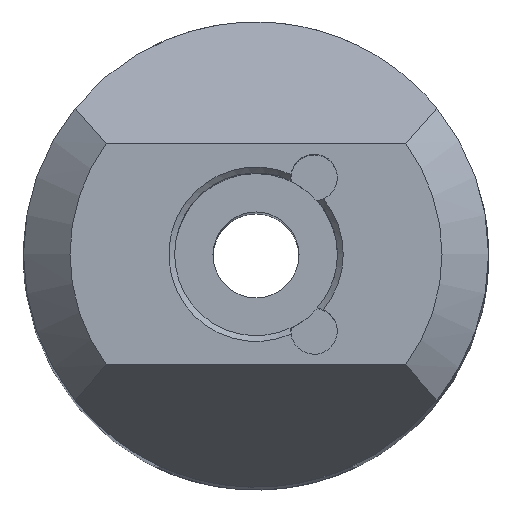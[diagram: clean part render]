
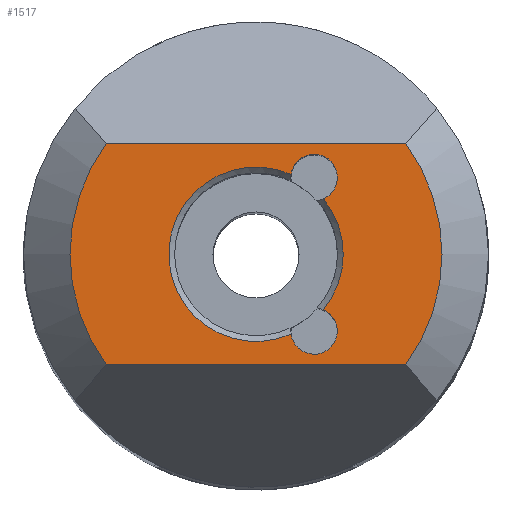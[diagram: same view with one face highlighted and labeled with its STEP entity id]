
A CAD part, top view. The second image highlights one B-rep face of the part: STEP entity #1517.
In plain terms, the highlighted planar face has unit normal (0, 0, 1).
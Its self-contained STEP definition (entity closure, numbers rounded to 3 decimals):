
#132 = EDGE_CURVE ( 'NONE', #318, #410, #550, .T. ) ;
#165 = CARTESIAN_POINT ( 'NONE',  ( 2.5, 3.3, 90. ) ) ;
#166 = FACE_BOUND ( 'NONE', #782, .T. ) ;
#176 = DIRECTION ( 'NONE',  ( 1., 0., 0. ) ) ;
#279 = CARTESIAN_POINT ( 'NONE',  ( 1.509, 3.433, 90. ) ) ;
#295 = DIRECTION ( 'NONE',  ( 1., 0., 0. ) ) ;
#318 = VERTEX_POINT ( 'NONE', #1442 ) ;
#331 = CARTESIAN_POINT ( 'NONE',  ( 0., 0., 90. ) ) ;
#347 = CARTESIAN_POINT ( 'NONE',  ( -10.1, 4.75, 90. ) ) ;
#348 = DIRECTION ( 'NONE',  ( 0., 0., 1. ) ) ;
#352 = EDGE_CURVE ( 'NONE', #1332, #765, #413, .T. ) ;
#361 = VERTEX_POINT ( 'NONE', #1589 ) ;
#391 = CIRCLE ( 'NONE', #1149, 1. ) ;
#410 = VERTEX_POINT ( 'NONE', #2064 ) ;
#413 = CIRCLE ( 'NONE', #1382, 8. ) ;
#424 = ORIENTED_EDGE ( 'NONE', *, *, #2053, .T. ) ;
#454 = VECTOR ( 'NONE', #877, 1000. ) ;
#550 = CIRCLE ( 'NONE', #2127, 8. ) ;
#553 = DIRECTION ( 'NONE',  ( 0., 0., -1. ) ) ;
#568 = DIRECTION ( 'NONE',  ( 1., 0., 0. ) ) ;
#596 = CARTESIAN_POINT ( 'NONE',  ( 0., 0., 90. ) ) ;
#616 = DIRECTION ( 'NONE',  ( 0., 0., -1. ) ) ;
#658 = AXIS2_PLACEMENT_3D ( 'NONE', #331, #348, #176 ) ;
#672 = EDGE_CURVE ( 'NONE', #838, #1923, #391, .T. ) ;
#674 = CIRCLE ( 'NONE', #1960, 3.75 ) ;
#689 = DIRECTION ( 'NONE',  ( 0., 0., 1. ) ) ;
#699 = CARTESIAN_POINT ( 'NONE',  ( 2.5, -3.3, 90. ) ) ;
#700 = CIRCLE ( 'NONE', #2010, 3.75 ) ;
#711 = CARTESIAN_POINT ( 'NONE',  ( -6.437, -4.75, 90. ) ) ;
#765 = VERTEX_POINT ( 'NONE', #711 ) ;
#769 = ORIENTED_EDGE ( 'NONE', *, *, #1286, .F. ) ;
#782 = EDGE_LOOP ( 'NONE', ( #769, #1078, #1676, #424 ) ) ;
#815 = EDGE_CURVE ( 'NONE', #765, #318, #1901, .T. ) ;
#832 = DIRECTION ( 'NONE',  ( 1., 0., 0. ) ) ;
#838 = VERTEX_POINT ( 'NONE', #1597 ) ;
#877 = DIRECTION ( 'NONE',  ( 1., 0., 0. ) ) ;
#977 = CIRCLE ( 'NONE', #1148, 1. ) ;
#986 = FACE_OUTER_BOUND ( 'NONE', #1793, .T. ) ;
#1005 = PLANE ( 'NONE',  #658 ) ;
#1019 = CARTESIAN_POINT ( 'NONE',  ( 0., 0., 90. ) ) ;
#1078 = ORIENTED_EDGE ( 'NONE', *, *, #1749, .T. ) ;
#1148 = AXIS2_PLACEMENT_3D ( 'NONE', #165, #1365, #832 ) ;
#1149 = AXIS2_PLACEMENT_3D ( 'NONE', #699, #689, #1347 ) ;
#1187 = CARTESIAN_POINT ( 'NONE',  ( -6.437, 4.75, 90. ) ) ;
#1223 = EDGE_CURVE ( 'NONE', #1332, #410, #1996, .T. ) ;
#1277 = DIRECTION ( 'NONE',  ( 0., 0., 1. ) ) ;
#1286 = EDGE_CURVE ( 'NONE', #361, #2069, #977, .T. ) ;
#1321 = VECTOR ( 'NONE', #568, 1000. ) ;
#1332 = VERTEX_POINT ( 'NONE', #1187 ) ;
#1347 = DIRECTION ( 'NONE',  ( 1., 0., 0. ) ) ;
#1365 = DIRECTION ( 'NONE',  ( 0., 0., 1. ) ) ;
#1382 = AXIS2_PLACEMENT_3D ( 'NONE', #596, #1277, #295 ) ;
#1391 = DIRECTION ( 'NONE',  ( 0., 0., 1. ) ) ;
#1442 = CARTESIAN_POINT ( 'NONE',  ( 6.437, -4.75, 90. ) ) ;
#1517 = ADVANCED_FACE ( 'NONE', ( #986, #166 ), #1005, .T. ) ;
#1589 = CARTESIAN_POINT ( 'NONE',  ( 2.896, 2.382, 90. ) ) ;
#1597 = CARTESIAN_POINT ( 'NONE',  ( 1.509, -3.433, 90. ) ) ;
#1676 = ORIENTED_EDGE ( 'NONE', *, *, #672, .F. ) ;
#1704 = ORIENTED_EDGE ( 'NONE', *, *, #352, .T. ) ;
#1739 = ORIENTED_EDGE ( 'NONE', *, *, #132, .T. ) ;
#1749 = EDGE_CURVE ( 'NONE', #361, #1923, #700, .T. ) ;
#1793 = EDGE_LOOP ( 'NONE', ( #1917, #1739, #1881, #1704 ) ) ;
#1881 = ORIENTED_EDGE ( 'NONE', *, *, #1223, .F. ) ;
#1899 = DIRECTION ( 'NONE',  ( 1., 0., 0. ) ) ;
#1901 = LINE ( 'NONE', #2045, #1321 ) ;
#1917 = ORIENTED_EDGE ( 'NONE', *, *, #815, .T. ) ;
#1923 = VERTEX_POINT ( 'NONE', #2094 ) ;
#1943 = DIRECTION ( 'NONE',  ( 1., 0., 0. ) ) ;
#1960 = AXIS2_PLACEMENT_3D ( 'NONE', #2033, #553, #1899 ) ;
#1996 = LINE ( 'NONE', #347, #454 ) ;
#2010 = AXIS2_PLACEMENT_3D ( 'NONE', #2088, #616, #1943 ) ;
#2020 = DIRECTION ( 'NONE',  ( 1., 0., 0. ) ) ;
#2033 = CARTESIAN_POINT ( 'NONE',  ( 0., 0., 90. ) ) ;
#2045 = CARTESIAN_POINT ( 'NONE',  ( -10.1, -4.75, 90. ) ) ;
#2053 = EDGE_CURVE ( 'NONE', #838, #2069, #674, .T. ) ;
#2064 = CARTESIAN_POINT ( 'NONE',  ( 6.437, 4.75, 90. ) ) ;
#2069 = VERTEX_POINT ( 'NONE', #279 ) ;
#2088 = CARTESIAN_POINT ( 'NONE',  ( 0., 0., 90. ) ) ;
#2094 = CARTESIAN_POINT ( 'NONE',  ( 2.896, -2.382, 90. ) ) ;
#2127 = AXIS2_PLACEMENT_3D ( 'NONE', #1019, #1391, #2020 ) ;
